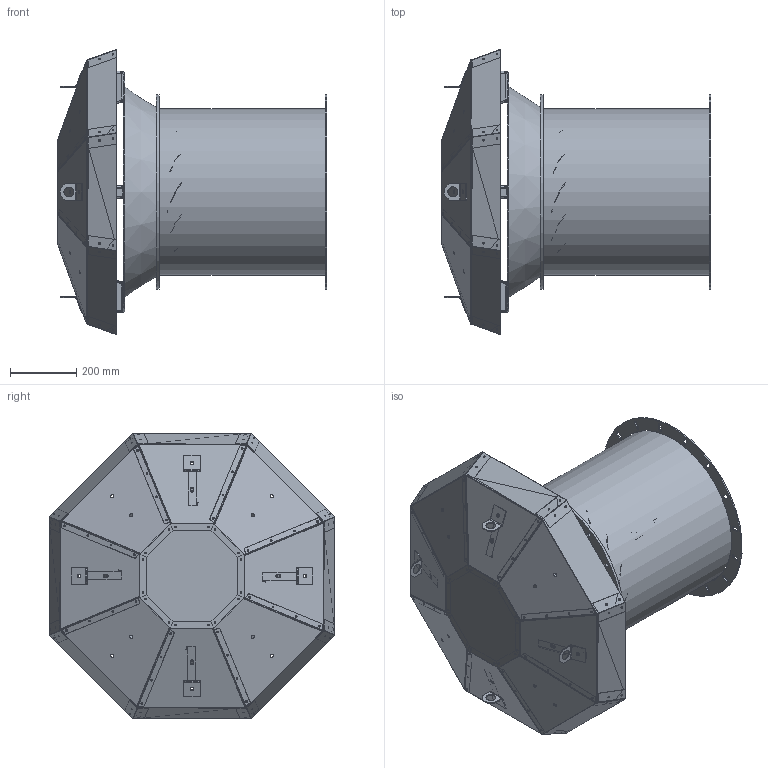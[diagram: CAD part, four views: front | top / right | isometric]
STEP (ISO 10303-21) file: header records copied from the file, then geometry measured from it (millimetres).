
FILE_DESCRIPTION(('STEP AP203'), '1');
FILE_NAME('薹恘 5', '', ('UNSPECIFIED'), ('UNSPECIFIED'), 'ASCON STEP Converter 1.3', 'ASCON Math Kernel', '');
FILE_SCHEMA(('CONFIG_CONTROL_DESIGN'));
Length unit declared in the file: millimetre
Bounding box: 812.94 x 861.88 x 861.88 mm (x, y, z)
Volume: 5178624.7 mm3; surface area: 5582082.8 mm2
Topology: 24 solids, 24 shells, 2054 faces, 5319 edges, 3270 vertices
Faces by surface type: plane 979, cylinder 586, bspline 484, cone 5
Full cylindrical faces by diameter (mm): 5 x144, 9.3 x24, 11.3 x4, 30 x4, 40 x1, 50 x2, 55 x2, 60 x2, 508 x2, 590 x2, 639.072 x1, 725.76 x1
Entity records: 87984 total; most frequent: CARTESIAN_POINT 24705, ORIENTED_EDGE 10234, DIRECTION 8098, EDGE_CURVE 5117, VERTEX_POINT 3285, LINE 2838, VECTOR 2838, EDGE_LOOP 2706
